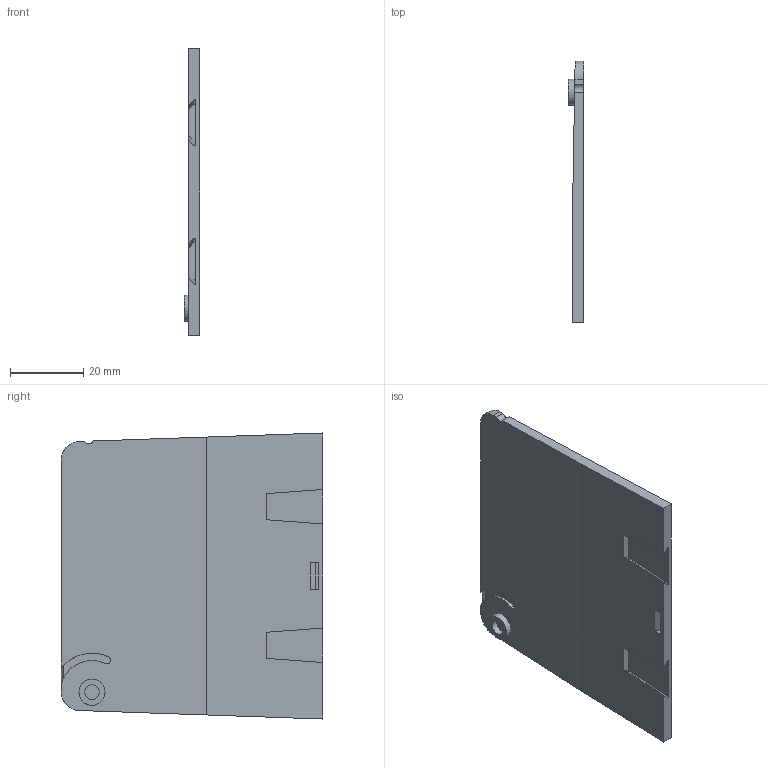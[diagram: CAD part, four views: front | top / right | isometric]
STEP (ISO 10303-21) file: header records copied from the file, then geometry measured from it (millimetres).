
FILE_DESCRIPTION (( 'STEP AP214' ), '1' );
FILE_NAME ('701937rev-.STEP', '2014-03-25T14:21:49', ( '' ), ( '' ), 'SwSTEP 2.0', 'SolidWorks 2013', '' );
FILE_SCHEMA (( 'AUTOMOTIVE_DESIGN' ));
Length unit declared in the file: inch
Products named in the file (1): 701937rev-
Bounding box: 4.2 x 71.37 x 78.11 mm (x, y, z)
Volume: 14722.5 mm3; surface area: 11911.4 mm2
Topology: 1 solids, 1 shells, 43 faces, 110 edges, 72 vertices
Faces by surface type: plane 29, cylinder 14
Full cylindrical faces by diameter (mm): 4.064 x1, 7.112 x1
Entity records: 1299 total; most frequent: CARTESIAN_POINT 295, ORIENTED_EDGE 212, DIRECTION 180, EDGE_CURVE 106, LINE 74, VECTOR 74, VERTEX_POINT 70, AXIS2_PLACEMENT_3D 53
